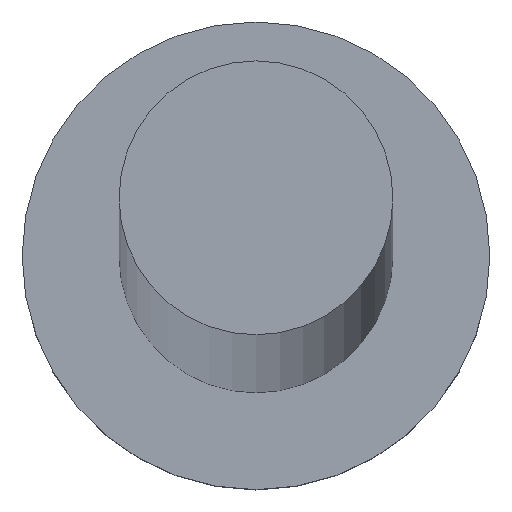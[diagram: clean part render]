
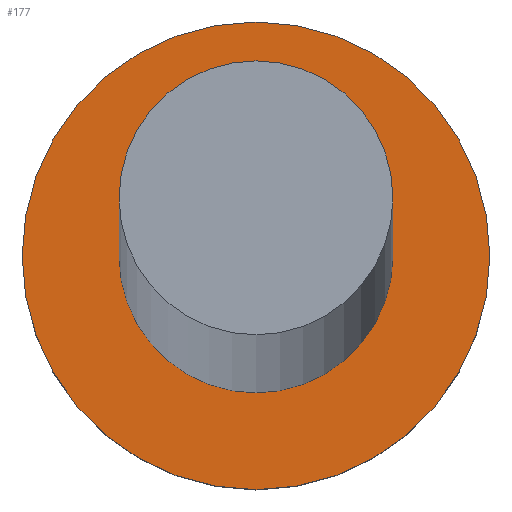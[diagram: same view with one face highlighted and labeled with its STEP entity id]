
A CAD part, top view. The second image highlights one B-rep face of the part: STEP entity #177.
In plain terms, the highlighted planar face has unit normal (0, 0, 1).
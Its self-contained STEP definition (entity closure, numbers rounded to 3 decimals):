
#5 = ORIENTED_EDGE ( 'NONE', *, *, #226, .T. ) ;
#11 = FACE_BOUND ( 'NONE', #188, .T. ) ;
#12 = EDGE_CURVE ( 'NONE', #208, #168, #156, .T. ) ;
#15 = ORIENTED_EDGE ( 'NONE', *, *, #199, .F. ) ;
#17 = AXIS2_PLACEMENT_3D ( 'NONE', #26, #229, #173 ) ;
#26 = CARTESIAN_POINT ( 'NONE',  ( 0., 0., 5. ) ) ;
#43 = VERTEX_POINT ( 'NONE', #104 ) ;
#46 = CARTESIAN_POINT ( 'NONE',  ( 0., 0., 5. ) ) ;
#47 = DIRECTION ( 'NONE',  ( 0., 0., 1. ) ) ;
#52 = DIRECTION ( 'NONE',  ( 0., 0., 1. ) ) ;
#67 = DIRECTION ( 'NONE',  ( 1., 0., 0. ) ) ;
#74 = EDGE_CURVE ( 'NONE', #43, #129, #170, .T. ) ;
#83 = DIRECTION ( 'NONE',  ( 0., 0., 1. ) ) ;
#92 = CARTESIAN_POINT ( 'NONE',  ( 7., 0., 5. ) ) ;
#94 = FACE_OUTER_BOUND ( 'NONE', #126, .T. ) ;
#96 = AXIS2_PLACEMENT_3D ( 'NONE', #46, #124, #67 ) ;
#102 = CIRCLE ( 'NONE', #236, 4.1 ) ;
#104 = CARTESIAN_POINT ( 'NONE',  ( 4.1, 0., 5. ) ) ;
#110 = AXIS2_PLACEMENT_3D ( 'NONE', #145, #83, #223 ) ;
#115 = PLANE ( 'NONE',  #183 ) ;
#124 = DIRECTION ( 'NONE',  ( 0., 0., 1. ) ) ;
#126 = EDGE_LOOP ( 'NONE', ( #5, #128 ) ) ;
#128 = ORIENTED_EDGE ( 'NONE', *, *, #12, .T. ) ;
#129 = VERTEX_POINT ( 'NONE', #140 ) ;
#133 = CARTESIAN_POINT ( 'NONE',  ( -7., 0., 5. ) ) ;
#140 = CARTESIAN_POINT ( 'NONE',  ( -4.1, 0., 5. ) ) ;
#145 = CARTESIAN_POINT ( 'NONE',  ( 0., 0., 5. ) ) ;
#156 = CIRCLE ( 'NONE', #96, 7. ) ;
#168 = VERTEX_POINT ( 'NONE', #133 ) ;
#170 = CIRCLE ( 'NONE', #110, 4.1 ) ;
#173 = DIRECTION ( 'NONE',  ( 1., 0., 0. ) ) ;
#174 = CARTESIAN_POINT ( 'NONE',  ( 0., 0., 5. ) ) ;
#177 = ADVANCED_FACE ( 'NONE', ( #11, #94 ), #115, .T. ) ;
#183 = AXIS2_PLACEMENT_3D ( 'NONE', #174, #47, #211 ) ;
#188 = EDGE_LOOP ( 'NONE', ( #15, #222 ) ) ;
#189 = DIRECTION ( 'NONE',  ( 1., 0., 0. ) ) ;
#199 = EDGE_CURVE ( 'NONE', #129, #43, #102, .T. ) ;
#208 = VERTEX_POINT ( 'NONE', #92 ) ;
#211 = DIRECTION ( 'NONE',  ( 1., 0., 0. ) ) ;
#222 = ORIENTED_EDGE ( 'NONE', *, *, #74, .F. ) ;
#223 = DIRECTION ( 'NONE',  ( 1., 0., 0. ) ) ;
#225 = CIRCLE ( 'NONE', #17, 7. ) ;
#226 = EDGE_CURVE ( 'NONE', #168, #208, #225, .T. ) ;
#229 = DIRECTION ( 'NONE',  ( 0., 0., 1. ) ) ;
#232 = CARTESIAN_POINT ( 'NONE',  ( 0., 0., 5. ) ) ;
#236 = AXIS2_PLACEMENT_3D ( 'NONE', #232, #52, #189 ) ;
